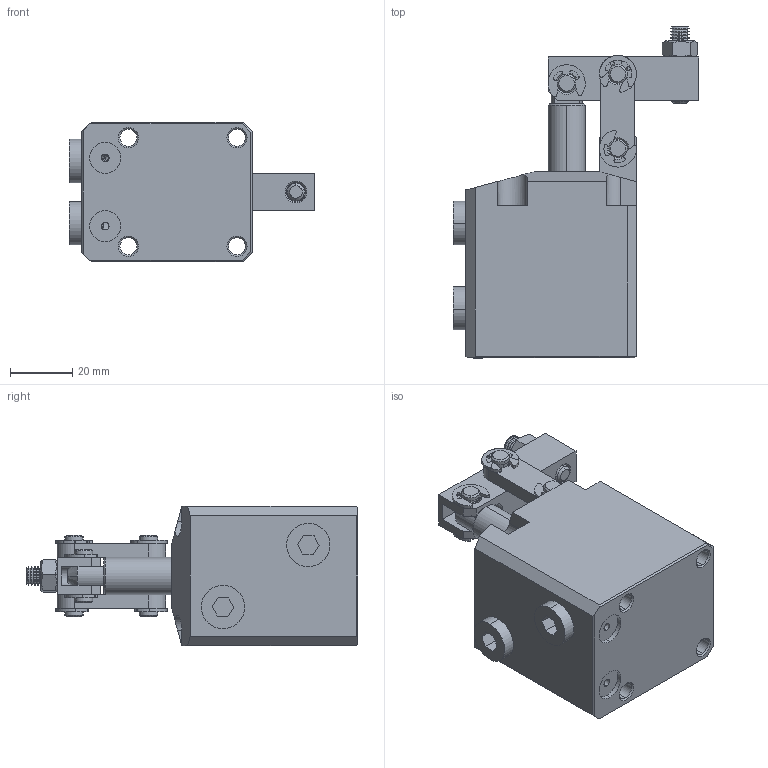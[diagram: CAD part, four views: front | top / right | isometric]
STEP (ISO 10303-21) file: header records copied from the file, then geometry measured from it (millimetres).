
FILE_DESCRIPTION (( 'STEP AP203' ), '1' );
FILE_NAME ('CBLU-25G話裝蚐揤詰.STEP', '2019-04-16T02:29:43', ( '' ), ( '' ), 'SwSTEP 2.0', 'SolidWorks 2017', '' );
FILE_SCHEMA (( 'CONFIG_CONTROL_DESIGN' ));
Length unit declared in the file: millimetre
Products named in the file (11): 囀鞠褒黑芛郔陔_1; 蟀裝_1; 傻种粣_1; e rings gb_GB_CONNECTING_PIECE_RINGS_HR 6_1; hex nuts, style 1-grades ab gb_GB_FASTENER_NUT_SNAB1 M6-N_1; 酗种粣_1; 活塞杆_2_1; socket set screw flat point_iso2_ISO 4026 - M6 x 4-S_1; 掛极_1; 揤旋_1; CBLU-25G話裝蚐揤詰
Assembly tree (19 placements, depth 2):
  CBLU-25G話裝蚐揤詰
    掛极_1
    活塞杆_2_1
    揤旋_1
    蟀裝_1  x2
    hex nuts, style 1-grades ab gb_GB_FASTENER_NUT_SNAB1 M6-N_1
    e rings gb_GB_CONNECTING_PIECE_RINGS_HR 6_1  x7
    酗种粣_1  x2
    傻种粣_1
    socket set screw flat point_iso2_ISO 4026 - M6 x 4-S_1
    囀鞠褒黑芛郔陔_1  x2
Bounding box: 79 x 107 x 45 mm (x, y, z)
Volume: 141794.4 mm3; surface area: 41037.5 mm2
Topology: 21 solids, 21 shells, 704 faces, 1714 edges, 1073 vertices
Faces by surface type: cylinder 314, cone 193, plane 188, bspline 9
Entity records: 19863 total; most frequent: CARTESIAN_POINT 6767, DIRECTION 2560, ORIENTED_EDGE 2390, EDGE_CURVE 1195, AXIS2_PLACEMENT_3D 987, VERTEX_POINT 731, VECTOR 586, LINE 586
